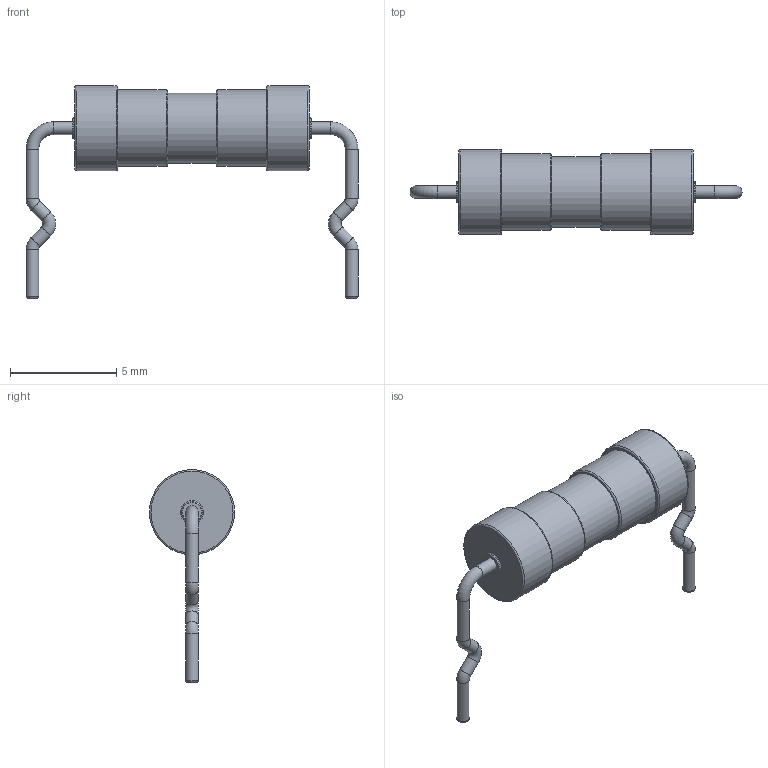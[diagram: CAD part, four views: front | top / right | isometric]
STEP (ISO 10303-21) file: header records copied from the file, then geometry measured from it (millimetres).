
FILE_DESCRIPTION(('STEP AP214'), '1');
FILE_NAME('Fuse D4xL11 _ KLS5-1011', '', ('UNSPECIFIED'), ('UNSPECIFIED'), 'ASCON STEP Converter 1.6', 'ASCON Math Kernel', '');
FILE_SCHEMA(('AUTOMOTIVE_DESIGN { 1 0 10303 214 3 1 1}'));
Length unit declared in the file: millimetre
Products named in the file (4): KLS5-1011; Äèýëåêòðè÷åñêèé êîðïóñ; 暑眚嚓蝽 镫铢噤觇; Øòûðåâîé âûâîä
Assembly tree (5 placements, depth 2):
  KLS5-1011
    Äèýëåêòðè÷åñêèé êîðïóñ
    暑眚嚓蝽 镫铢噤觇  x2
    Øòûðåâîé âûâîä  x2
Bounding box: 15.6 x 4 x 10 mm (x, y, z)
Volume: 50.7 mm3; surface area: 599.1 mm2
Topology: 7 solids, 7 shells, 74 faces, 122 edges, 68 vertices
Faces by surface type: torus 34, plane 20, cylinder 20
Full cylindrical faces by diameter (mm): 0.6 x10, 3 x1, 3.3 x3, 3.6 x4, 4 x2
Entity records: 1430 total; most frequent: DIRECTION 178, CARTESIAN_POINT 127, AXIS2_PLACEMENT_3D 89, EDGE_LOOP 76, ORIENTED_EDGE 76, FACE_OUTER_BOUND 60, COLOUR_RGB 47, PRESENTATION_STYLE_ASSIGNMENT 47
